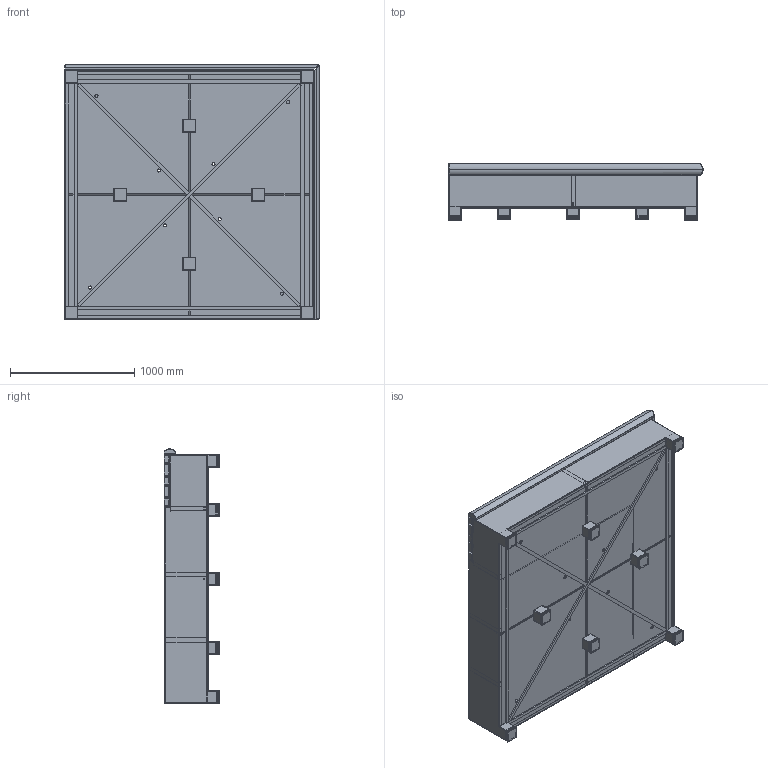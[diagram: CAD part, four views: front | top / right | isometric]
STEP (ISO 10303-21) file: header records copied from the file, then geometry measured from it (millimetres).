
FILE_DESCRIPTION (( 'STEP AP203' ), '1' );
FILE_NAME ('GP.2000.C.Al.STEP', '2021-03-30T13:30:59', ( '' ), ( '' ), 'SwSTEP 2.0', 'SolidWorks 2020', '' );
FILE_SCHEMA (( 'CONFIG_CONTROL_DESIGN' ));
Length unit declared in the file: millimetre
Products named in the file (47): GP.2000.C.Al Reinforcement-3; GP.2000.C.Al Wood 90; GP.2000.C.Al Wood strip 1; GP.2000.C.Al Wood strip top 3; GP.2000.C.Al Reinforcement wall-2; GP.2000.C.Al Bottom-1; GP.2000.C.Al Wall-2; GP.2000.C.Al Wood 60; GP.2000.C.Al Bottom strip-1; GP.2000.C.Al Bottom strip-3; GP.2000.C.Al Reinforcement-1; GP.2000.C.Al Wood strips 2; GP.2000.C.Al Wall-3; GP.2000.C.Al Wood strip top 2; GP.2000.C.Al Wood seat L; FURNS Brandtag sticker; GP.2000.C.Al Feet plate middle; GP.2000.C.Al Wood strip front; GP.2000.C.Al; GP.2000.C.Al Wall-1; GP.2000.C.Al Wood seat R; GP.2000.C.Al Reinforcement wall-1; GP.2000.C.Al Feet plate; GP.2000.C.Al Reinforcement-4; GP.2000.C.Al Wood 90 Front; GP.2000.C.Al Reinforcement-2; GP.2000.C.Al Base; GP.2000.C.Al Plastic feet 100x100; GP.2000.C.Al Seat-1; GP.2000.C.Al Bottom strip-2; GP.2000.C.Al Seat-2; GP.2000.C.Al Wood strip top 1; GP.2000.C.Al Wood strip 3
Assembly tree (92 placements, depth 4):
  GP.2000.C.Al
    GP.2000.C.Al Base
      GP.2000.C.Al Wall-1
      GP.2000.C.Al Wall-2
      GP.2000.C.Al Wall-3  x2
      GP.2000.C.Al Bottom-1  x4
      GP.2000.C.Al Reinforcement-1  x4
      GP.2000.C.Al Reinforcement wall-1
      GP.2000.C.Al Reinforcement-2  x2
      GP.2000.C.Al Reinforcement-3  x2
      GP.2000.C.Al Feet plate middle  x8
      GP.2000.C.Al Seat-1
      GP.2000.C.Al Seat-2
      GP.2000.C.Al Reinforcement wall-2  x2
      GP.2000.C.Al Feet plate  x4
      GP.2000.C.Al Reinforcement-4  x4
      GP.2000.C.Al Bottom strip-3  x4
      GP.2000.C.Al Bottom strip-1
      GP.2000.C.Al Bottom strip-2  x2
    GP.2000.C.Al Wood seat L
      GP.2000.C.Al Wood strip 1
        GP.2000.C.Al Wood strip top 1
        GP.2000.C.Al Wood strip front
      GP.2000.C.Al Wood strip 3
        GP.2000.C.Al Wood strip front
        GP.2000.C.Al Wood strip top 3
      GP.2000.C.Al Wood strip 1
        GP.2000.C.Al Wood strip top 1
        GP.2000.C.Al Wood strip front
      GP.2000.C.Al Wood strip 1
        GP.2000.C.Al Wood strip top 1
        GP.2000.C.Al Wood strip front
      GP.2000.C.Al Wood 90 Front
      GP.2000.C.Al Wood 60
      GP.2000.C.Al Wood 90
      GP.2000.C.Al Wood 60
      GP.2000.C.Al Wood 90
      GP.2000.C.Al Wood 60
    GP.2000.C.Al Wood seat R
      GP.2000.C.Al Wood strip 1
        GP.2000.C.Al Wood strip top 1
        GP.2000.C.Al Wood strip front
      GP.2000.C.Al Wood strip 1
        GP.2000.C.Al Wood strip top 1
        GP.2000.C.Al Wood strip front
      GP.2000.C.Al Wood strip 1
        GP.2000.C.Al Wood strip top 1
        GP.2000.C.Al Wood strip front
      GP.2000.C.Al Wood strips 2
        GP.2000.C.Al Wood strip front
        GP.2000.C.Al Wood strip top 2
      GP.2000.C.Al Wood 90 Front
      GP.2000.C.Al Wood 60
      GP.2000.C.Al Wood 90
      GP.2000.C.Al Wood 60
      GP.2000.C.Al Wood 90
      GP.2000.C.Al Wood 60
    FURNS Brandtag sticker
    GP.2000.C.Al Plastic feet 100x100  x8
Bounding box: 2046 x 450 x 2046 mm (x, y, z)
Volume: 111975617.1 mm3; surface area: 28709941.8 mm2
Topology: 81 solids, 81 shells, 3545 faces, 8977 edges, 5598 vertices
Faces by surface type: plane 2172, cylinder 983, cone 192, bspline 116, sphere 80, torus 2
Entity records: 57420 total; most frequent: CARTESIAN_POINT 11262, ORIENTED_EDGE 8470, DIRECTION 7841, EDGE_CURVE 4235, LINE 3135, VECTOR 3135, VERTEX_POINT 2662, AXIS2_PLACEMENT_3D 2353
